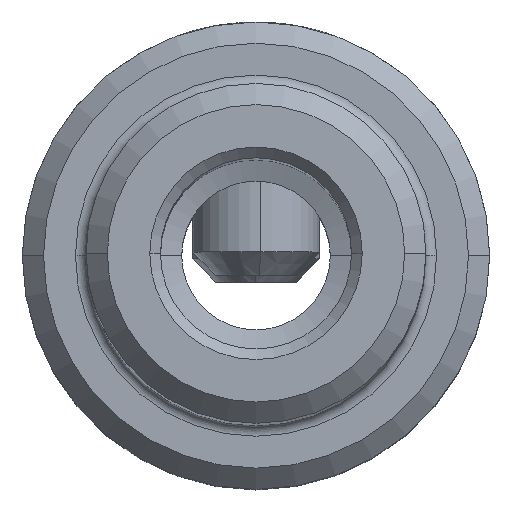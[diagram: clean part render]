
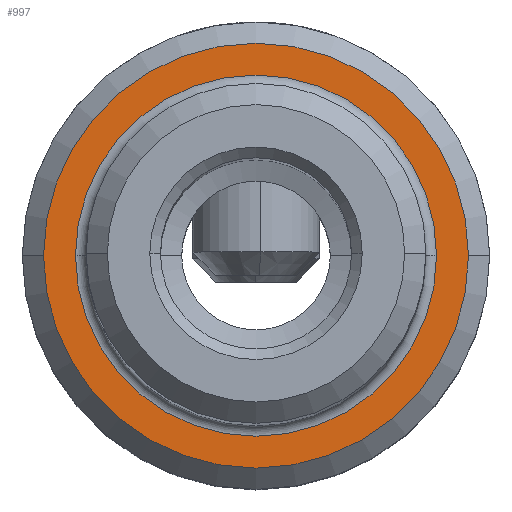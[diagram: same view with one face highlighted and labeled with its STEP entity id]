
A CAD part, top view. The second image highlights one B-rep face of the part: STEP entity #997.
In plain terms, the highlighted planar face has unit normal (0, 0, 1).
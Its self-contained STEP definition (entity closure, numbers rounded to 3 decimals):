
#547=EDGE_CURVE('NONE',#1105,#1163,#1344,.T.);
#713=VERTEX_POINT('NONE',#1520);
#741=EDGE_CURVE('NONE',#1163,#1105,#1552,.T.);
#949=VERTEX_POINT('NONE',#1797);
#991=EDGE_CURVE('NONE',#949,#713,#1847,.T.);
#997=ADVANCED_FACE('NONE',(#1853,#1854),#1855,.F.);
#1105=VERTEX_POINT('NONE',#1975);
#1149=EDGE_CURVE('NONE',#713,#949,#2028,.T.);
#1163=VERTEX_POINT('NONE',#2044);
#1344=CIRCLE('',#2312,8.5);
#1520=CARTESIAN_POINT('',(-10.0,0.0,-63.0));
#1552=CIRCLE('',#2744,8.5);
#1797=CARTESIAN_POINT('',(10.0,0.,-63.0));
#1847=CIRCLE('',#3131,10.0);
#1853=FACE_OUTER_BOUND('',#3137,.T.);
#1854=FACE_BOUND('',#3138,.T.);
#1855=PLANE('',#3139);
#1975=CARTESIAN_POINT('',(8.5,0.0,-63.0));
#2028=CIRCLE('',#3429,10.0);
#2044=CARTESIAN_POINT('',(-8.5,0.,-63.0));
#2312=AXIS2_PLACEMENT_3D('',#3628,#3629,#3630);
#2744=AXIS2_PLACEMENT_3D('',#3803,#3804,#3805);
#3131=AXIS2_PLACEMENT_3D('',#4242,#4243,#4244);
#3137=EDGE_LOOP('',(#4246,#4247));
#3138=EDGE_LOOP('',(#4248,#4249));
#3139=AXIS2_PLACEMENT_3D('',#4250,#4251,#4252);
#3429=AXIS2_PLACEMENT_3D('',#4469,#4470,#4471);
#3628=CARTESIAN_POINT('',(0.0,0.0,-63.0));
#3629=DIRECTION('',(0.0,0.0,1.0));
#3630=DIRECTION('',(1.0,0.0,0.0));
#3803=CARTESIAN_POINT('',(0.0,0.0,-63.0));
#3804=DIRECTION('',(0.0,0.0,1.0));
#3805=DIRECTION('',(1.0,0.0,0.0));
#4242=CARTESIAN_POINT('',(0.0,0.0,-63.0));
#4243=DIRECTION('',(0.0,0.0,1.0));
#4244=DIRECTION('',(1.0,0.0,0.0));
#4246=ORIENTED_EDGE('',*,*,#1149,.T.);
#4247=ORIENTED_EDGE('',*,*,#991,.T.);
#4248=ORIENTED_EDGE('',*,*,#547,.F.);
#4249=ORIENTED_EDGE('',*,*,#741,.F.);
#4250=CARTESIAN_POINT('',(0.0,8.5,-63.0));
#4251=DIRECTION('',(0.0,0.0,-1.0));
#4252=DIRECTION('',(0.0,1.0,0.0));
#4469=CARTESIAN_POINT('',(0.0,0.0,-63.0));
#4470=DIRECTION('',(0.0,0.0,1.0));
#4471=DIRECTION('',(1.0,0.0,0.0));
